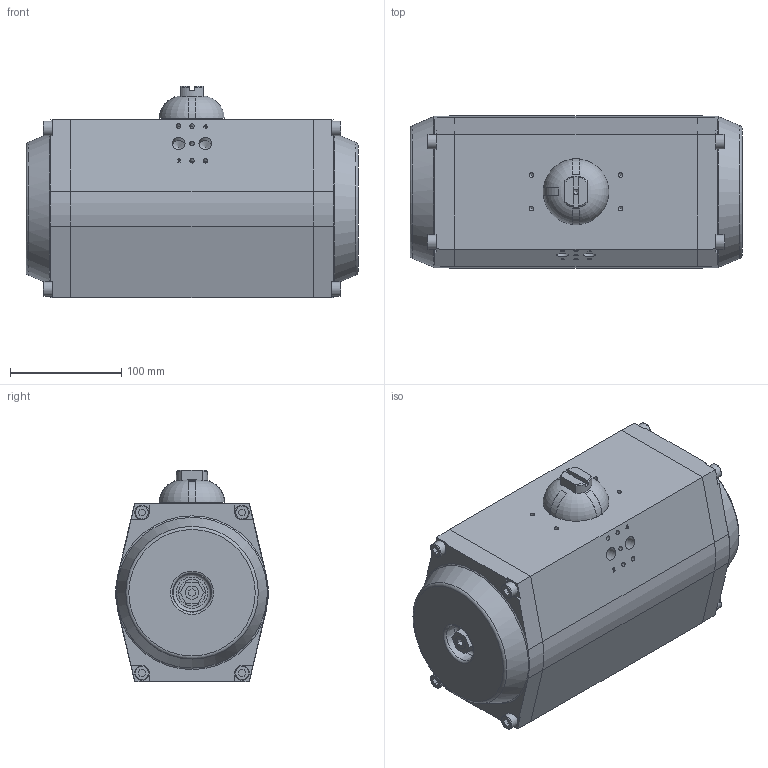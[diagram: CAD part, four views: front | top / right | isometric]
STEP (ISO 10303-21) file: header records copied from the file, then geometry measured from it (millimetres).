
FILE_DESCRIPTION(/* description */ ('Unknown'),/* implementation_level */ '2;1');
FILE_NAME(/* name */ 'DT320_ST134',/* time_stamp */ '2022-08-11T11:47:16+02:00',/* author */ ('Unknown'),/* organization */ ('Unknown'),/* preprocessor_version */ 'ST-DEVELOPER v16.7',/* originating_system */ 'Solid Edge',/* authorisation */ 'Unknown');
FILE_SCHEMA (('AUTOMOTIVE_DESIGN {1 0 10303 214 3 1 1}'));
Length unit declared in the file: millimetre
Products named in the file (5): DT320_ST134; GTxB; GTxB_2; GTxB_1; GTxB_0
Assembly tree (4 placements, depth 2):
  DT320_ST134
    GTxB
    GTxB_2
    GTxB_1
    GTxB_0
Bounding box: 298 x 136.59 x 190 mm (x, y, z)
Volume: 5475116.6 mm3; surface area: 214631.2 mm2
Topology: 4 solids, 4 shells, 330 faces, 826 edges, 539 vertices
Faces by surface type: plane 217, cylinder 46, cone 40, torus 18, bspline 9
Full cylindrical faces by diameter (mm): 4.134 x9, 4.917 x1, 6.647 x4, 8.376 x4, 11.445 x2, 12 x2, 13 x8, 24 x2, 28 x1, 40 x1, 50 x1, 53.3 x1
Entity records: 11567 total; most frequent: CARTESIAN_POINT 1774, DIRECTION 1466, ORIENTED_EDGE 1412, EDGE_CURVE 706, VERTEX_POINT 517, LINE 504, VECTOR 504, AXIS2_PLACEMENT_3D 481
